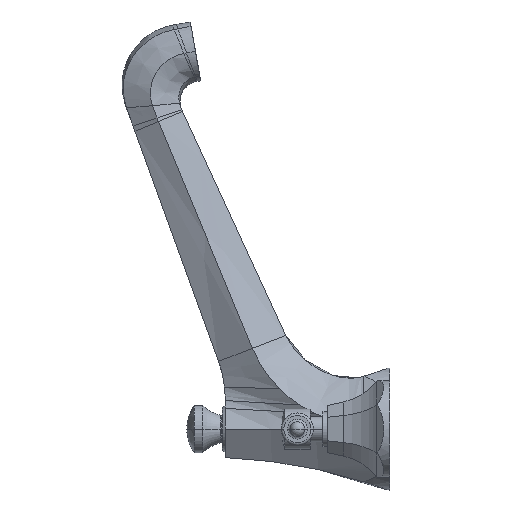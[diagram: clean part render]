
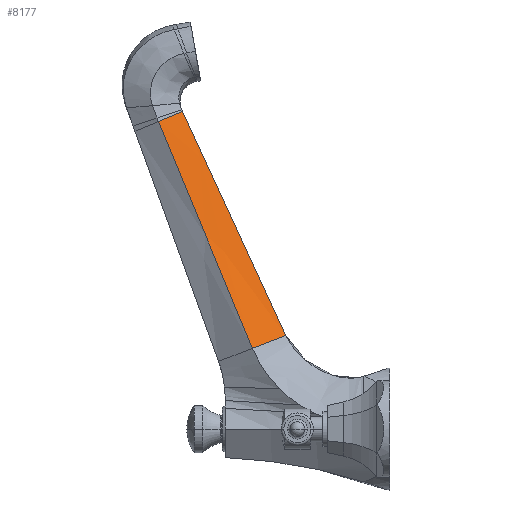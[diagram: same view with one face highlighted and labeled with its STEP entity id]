
A CAD part, left-side view. The second image highlights one B-rep face of the part: STEP entity #8177.
In plain terms, the highlighted free-form (B-spline) face has degree [3, 3] with [7, 8] control points.
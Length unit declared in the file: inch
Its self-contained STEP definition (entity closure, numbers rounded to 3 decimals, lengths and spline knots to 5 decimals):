
#696=CARTESIAN_POINT('',(-0.8486,3.37337,1.98075));
#697=CARTESIAN_POINT('',(-0.69113,3.10031,2.08539));
#698=CARTESIAN_POINT('',(-0.53327,2.82746,2.18995));
#699=CARTESIAN_POINT('',(-0.375,2.5548,2.29443));
#705=CARTESIAN_POINT('',(-0.8486,3.37337,1.98075));
#706=CARTESIAN_POINT('',(-0.82459,3.47661,2.22991));
#707=CARTESIAN_POINT('',(-0.75769,3.79245,2.99221));
#708=CARTESIAN_POINT('',(-0.66602,4.41027,4.48336));
#709=CARTESIAN_POINT('',(-0.63584,5.07573,6.08948));
#710=CARTESIAN_POINT('',(-0.65618,5.52897,7.18341));
#711=CARTESIAN_POINT('',(-0.6675,5.68013,7.54826));
#713=DIRECTION('',(-0.416,0.84,-0.348));
#714=VECTOR('',#713,0.70295);
#715=CARTESIAN_POINT('',(-0.375,5.08961,7.79293));
#716=LINE('',#715,#714);
#717=CARTESIAN_POINT('',(-0.375,2.5548,2.29443));
#718=CARTESIAN_POINT('',(-0.375,2.67211,2.54649));
#719=CARTESIAN_POINT('',(-0.375,3.0236,3.3027));
#720=CARTESIAN_POINT('',(-0.375,3.70531,4.77517));
#721=CARTESIAN_POINT('',(-0.375,4.43295,6.35684));
#722=CARTESIAN_POINT('',(-0.375,4.92566,7.43386));
#723=CARTESIAN_POINT('',(-0.375,5.08961,7.79293));
#6338=CARTESIAN_POINT('',(-0.375,5.08961,7.79293));
#6339=CARTESIAN_POINT('',(-0.6675,5.68013,7.54826));
#6340=VERTEX_POINT('',#6338);
#6341=VERTEX_POINT('',#6339);
#6372=CARTESIAN_POINT('',(-0.375,2.5548,2.29443));
#6373=VERTEX_POINT('',#6372);
#6375=VERTEX_POINT('',#696);
#8112=CARTESIAN_POINT('',(-0.375,2.5548,
2.29443));
#8113=CARTESIAN_POINT('',(-0.39262,2.58479,
2.28201));
#8114=CARTESIAN_POINT('',(-0.44547,2.67474,
2.24474));
#8115=CARTESIAN_POINT('',(-0.55119,2.85464,
2.1702));
#8116=CARTESIAN_POINT('',(-0.67451,3.06453,
2.08324));
#8117=CARTESIAN_POINT('',(-0.78023,3.24443,
2.0087));
#8118=CARTESIAN_POINT('',(-0.83308,3.33438,
1.97143));
#8119=CARTESIAN_POINT('',(-0.8507,3.36437,
1.95901));
#8120=CARTESIAN_POINT('',(-0.375,2.67211,
2.54649));
#8121=CARTESIAN_POINT('',(-0.3917,2.70168,
2.53423));
#8122=CARTESIAN_POINT('',(-0.44179,2.79041,
2.49744));
#8123=CARTESIAN_POINT('',(-0.54199,2.96785,
2.42387));
#8124=CARTESIAN_POINT('',(-0.65888,3.17486,
2.33803));
#8125=CARTESIAN_POINT('',(-0.75907,3.35231,
2.26446));
#8126=CARTESIAN_POINT('',(-0.80917,3.44103,
2.22767));
#8127=CARTESIAN_POINT('',(-0.82587,3.4706,
2.21541));
#8128=CARTESIAN_POINT('',(-0.375,3.0236,
3.3027));
#8129=CARTESIAN_POINT('',(-0.38919,3.05196,
3.29094));
#8130=CARTESIAN_POINT('',(-0.43176,3.13706,
3.25563));
#8131=CARTESIAN_POINT('',(-0.5169,3.30724,
3.18502));
#8132=CARTESIAN_POINT('',(-0.61623,3.5058,
3.10264));
#8133=CARTESIAN_POINT('',(-0.70138,3.67599,
3.03203));
#8134=CARTESIAN_POINT('',(-0.74395,3.76108,
2.99673));
#8135=CARTESIAN_POINT('',(-0.75814,3.78945,
2.98496));
#8136=CARTESIAN_POINT('',(-0.375,3.70531,
4.77517));
#8137=CARTESIAN_POINT('',(-0.38578,3.73142,
4.76436));
#8138=CARTESIAN_POINT('',(-0.41811,3.80975,
4.73194));
#8139=CARTESIAN_POINT('',(-0.48278,3.96641,
4.66709));
#8140=CARTESIAN_POINT('',(-0.55823,4.14917,
4.59144));
#8141=CARTESIAN_POINT('',(-0.62291,4.30583,
4.52659));
#8142=CARTESIAN_POINT('',(-0.65524,4.38416,
4.49416));
#8143=CARTESIAN_POINT('',(-0.66602,4.41027,
4.48336));
#8144=CARTESIAN_POINT('',(-0.375,4.43295,
6.35684));
#8145=CARTESIAN_POINT('',(-0.38466,4.45676,
6.34694));
#8146=CARTESIAN_POINT('',(-0.41364,4.52818,
6.31723));
#8147=CARTESIAN_POINT('',(-0.47161,4.67102,
6.25782));
#8148=CARTESIAN_POINT('',(-0.53923,4.83766,
6.1885));
#8149=CARTESIAN_POINT('',(-0.5972,4.9805,
6.12909));
#8150=CARTESIAN_POINT('',(-0.62618,5.05192,
6.09938));
#8151=CARTESIAN_POINT('',(-0.63584,5.07573,
6.08948));
#8152=CARTESIAN_POINT('',(-0.375,4.92566,
7.43386));
#8153=CARTESIAN_POINT('',(-0.38541,4.948,
7.42459));
#8154=CARTESIAN_POINT('',(-0.41666,5.01504,
7.39676));
#8155=CARTESIAN_POINT('',(-0.47914,5.14911,
7.3411));
#8156=CARTESIAN_POINT('',(-0.55204,5.30552,
7.27617));
#8157=CARTESIAN_POINT('',(-0.61452,5.43959,
7.22051));
#8158=CARTESIAN_POINT('',(-0.64576,5.50662,
7.19269));
#8159=CARTESIAN_POINT('',(-0.65618,5.52897,
7.18341));
#8160=CARTESIAN_POINT('',(-0.375,5.08961,
7.79293));
#8161=CARTESIAN_POINT('',(-0.38583,5.11148,
7.78387));
#8162=CARTESIAN_POINT('',(-0.41833,5.1771,
7.75668));
#8163=CARTESIAN_POINT('',(-0.48333,5.30832,
7.70231));
#8164=CARTESIAN_POINT('',(-0.55917,5.46142,
7.63888));
#8165=CARTESIAN_POINT('',(-0.62417,5.59265,
7.58451));
#8166=CARTESIAN_POINT('',(-0.65667,5.65826,
7.55732));
#8167=CARTESIAN_POINT('',(-0.6675,5.68014,
7.54826));
#8168=B_SPLINE_SURFACE_WITH_KNOTS('',3,3,((#8112,#8113,#8114,#8115,#8116,#8117,
#8118,#8119),(#8120,#8121,#8122,#8123,#8124,#8125,#8126,#8127),(#8128,#8129,
#8130,#8131,#8132,#8133,#8134,#8135),(#8136,#8137,#8138,#8139,#8140,#8141,#8142,
#8143),(#8144,#8145,#8146,#8147,#8148,#8149,#8150,#8151),(#8152,#8153,#8154,
#8155,#8156,#8157,#8158,#8159),(#8160,#8161,#8162,#8163,#8164,#8165,#8166,
#8167)),.UNSPECIFIED.,.F.,.F.,.F.,(4,1,1,1,4),(4,1,1,1,1,4),(0.,
0.13783,0.41349,0.8045,1.),(0.,
0.11111,0.33333,0.66667,0.88889,
1.),.UNSPECIFIED.);
#8169=ORIENTED_EDGE('',*,*,#8103,.F.);
#8170=ORIENTED_EDGE('',*,*,#8048,.T.);
#8172=ORIENTED_EDGE('',*,*,#8171,.F.);
#8174=ORIENTED_EDGE('',*,*,#8173,.F.);
#8175=EDGE_LOOP('',(#8169,#8170,#8172,#8174));
#8176=FACE_OUTER_BOUND('',#8175,.F.);
#8177=ADVANCED_FACE('',(#8176),#8168,.T.);
#700=B_SPLINE_CURVE_WITH_KNOTS('',3,(#696,#697,#698,#699),.UNSPECIFIED.,.F.,.F.,
(4,4),(0.,1.),.UNSPECIFIED.);
#712=B_SPLINE_CURVE_WITH_KNOTS('',3,(#705,#706,#707,#708,#709,#710,#711),
.UNSPECIFIED.,.F.,.F.,(4,1,1,1,4),(0.,0.13446,0.4112,
0.80373,1.),.UNSPECIFIED.);
#724=B_SPLINE_CURVE_WITH_KNOTS('',3,(#717,#718,#719,#720,#721,#722,#723),
.UNSPECIFIED.,.F.,.F.,(4,1,1,1,4),(0.,0.13783,0.41349,
0.8045,1.),.UNSPECIFIED.);
#8048=EDGE_CURVE('',#6375,#6341,#712,.T.);
#8103=EDGE_CURVE('',#6375,#6373,#700,.T.);
#8171=EDGE_CURVE('',#6340,#6341,#716,.T.);
#8173=EDGE_CURVE('',#6373,#6340,#724,.T.);
